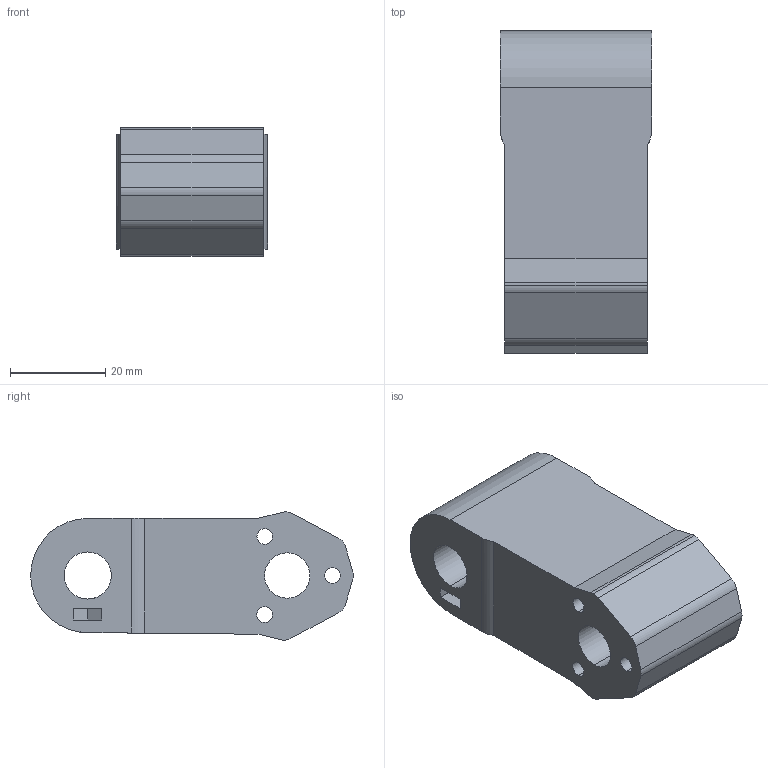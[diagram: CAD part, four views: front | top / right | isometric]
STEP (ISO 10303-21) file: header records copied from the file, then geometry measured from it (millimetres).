
FILE_DESCRIPTION (( 'STEP AP214' ), '1' );
FILE_NAME ('3dBogieAdapter .STEP', '2025-11-10T02:10:37', ( '' ), ( '' ), 'SwSTEP 2.0', 'SolidWorks 2025', '' );
FILE_SCHEMA (( 'AUTOMOTIVE_DESIGN' ));
Length unit declared in the file: millimetre
Products named in the file (1): 3dBogieAdapter 
Bounding box: 31.75 x 67.81 x 26.97 mm (x, y, z)
Volume: 40634.2 mm3; surface area: 10836.8 mm2
Topology: 1 solids, 1 shells, 41 faces, 116 edges, 76 vertices
Faces by surface type: cylinder 23, plane 18
Entity records: 1462 total; most frequent: CARTESIAN_POINT 330, ORIENTED_EDGE 232, DIRECTION 230, EDGE_CURVE 116, AXIS2_PLACEMENT_3D 80, VERTEX_POINT 76, VECTOR 70, LINE 70
